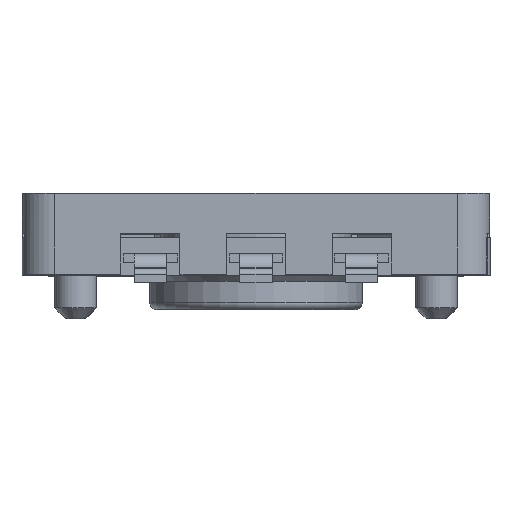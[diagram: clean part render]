
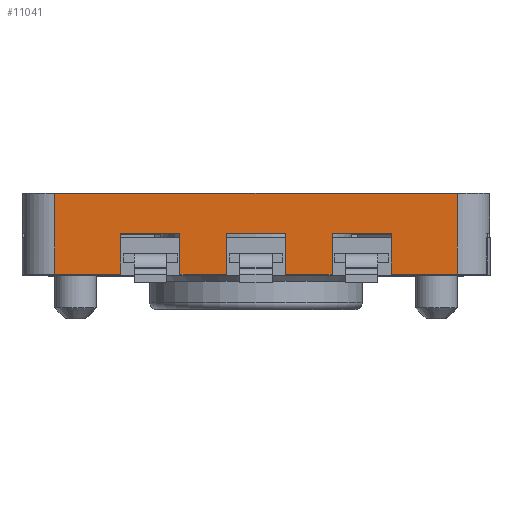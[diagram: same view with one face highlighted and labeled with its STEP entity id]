
A CAD part, top view. The second image highlights one B-rep face of the part: STEP entity #11041.
In plain terms, the highlighted planar face has unit normal (0, 0, 1).
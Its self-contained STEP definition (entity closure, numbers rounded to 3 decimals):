
#1009=DIRECTION('',(1.,0.,0.));
#1010=VECTOR('',#1009,9.474);
#1011=CARTESIAN_POINT('',(-4.737,1.93,5.867));
#1012=LINE('',#1011,#1010);
#2972=DIRECTION('',(1.,0.,0.));
#2973=VECTOR('',#2972,1.549);
#2974=CARTESIAN_POINT('',(-4.737,0.025,5.867));
#2975=LINE('',#2974,#2973);
#2984=DIRECTION('',(1.,0.,0.));
#2985=VECTOR('',#2984,1.092);
#2986=CARTESIAN_POINT('',(-1.791,0.025,5.867));
#2987=LINE('',#2986,#2985);
#2996=DIRECTION('',(1.,0.,0.));
#2997=VECTOR('',#2996,1.092);
#2998=CARTESIAN_POINT('',(0.699,0.025,5.867));
#2999=LINE('',#2998,#2997);
#3008=DIRECTION('',(1.,0.,0.));
#3009=VECTOR('',#3008,1.549);
#3010=CARTESIAN_POINT('',(3.188,0.025,5.867));
#3011=LINE('',#3010,#3009);
#3472=DIRECTION('',(1.,0.,0.));
#3473=VECTOR('',#3472,1.397);
#3474=CARTESIAN_POINT('',(-3.188,0.991,5.867));
#3475=LINE('',#3474,#3473);
#3476=DIRECTION('',(0.,-1.,0.));
#3477=VECTOR('',#3476,0.965);
#3478=CARTESIAN_POINT('',(-3.188,0.991,5.867));
#3479=LINE('',#3478,#3477);
#3480=DIRECTION('',(0.,1.,0.));
#3481=VECTOR('',#3480,1.905);
#3482=CARTESIAN_POINT('',(-4.737,0.025,5.867));
#3483=LINE('',#3482,#3481);
#3484=DIRECTION('',(0.,-1.,0.));
#3485=VECTOR('',#3484,0.965);
#3486=CARTESIAN_POINT('',(3.188,0.991,5.867));
#3487=LINE('',#3486,#3485);
#3488=DIRECTION('',(1.,0.,0.));
#3489=VECTOR('',#3488,1.397);
#3490=CARTESIAN_POINT('',(1.791,0.991,5.867));
#3491=LINE('',#3490,#3489);
#3492=DIRECTION('',(0.,-1.,0.));
#3493=VECTOR('',#3492,0.965);
#3494=CARTESIAN_POINT('',(1.791,0.991,5.867));
#3495=LINE('',#3494,#3493);
#3496=DIRECTION('',(0.,-1.,0.));
#3497=VECTOR('',#3496,0.965);
#3498=CARTESIAN_POINT('',(0.699,0.991,5.867));
#3499=LINE('',#3498,#3497);
#3500=DIRECTION('',(1.,0.,0.));
#3501=VECTOR('',#3500,1.397);
#3502=CARTESIAN_POINT('',(-0.699,0.991,5.867));
#3503=LINE('',#3502,#3501);
#3504=DIRECTION('',(0.,-1.,0.));
#3505=VECTOR('',#3504,0.965);
#3506=CARTESIAN_POINT('',(-0.699,0.991,5.867));
#3507=LINE('',#3506,#3505);
#3508=DIRECTION('',(0.,-1.,0.));
#3509=VECTOR('',#3508,0.965);
#3510=CARTESIAN_POINT('',(-1.791,0.991,5.867));
#3511=LINE('',#3510,#3509);
#3512=DIRECTION('',(0.,1.,0.));
#3513=VECTOR('',#3512,1.905);
#3514=CARTESIAN_POINT('',(4.737,0.025,5.867));
#3515=LINE('',#3514,#3513);
#5488=CARTESIAN_POINT('',(-4.737,1.93,5.867));
#5489=CARTESIAN_POINT('',(4.737,1.93,5.867));
#5490=VERTEX_POINT('',#5488);
#5491=VERTEX_POINT('',#5489);
#5500=CARTESIAN_POINT('',(-4.737,0.025,5.867));
#5501=VERTEX_POINT('',#5500);
#5502=CARTESIAN_POINT('',(4.737,0.025,5.867));
#5503=VERTEX_POINT('',#5502);
#5512=CARTESIAN_POINT('',(-3.188,0.991,5.867));
#5513=CARTESIAN_POINT('',(-1.791,0.991,5.867));
#5514=VERTEX_POINT('',#5512);
#5515=VERTEX_POINT('',#5513);
#5516=CARTESIAN_POINT('',(-0.699,0.991,5.867));
#5517=CARTESIAN_POINT('',(0.699,0.991,5.867));
#5518=VERTEX_POINT('',#5516);
#5519=VERTEX_POINT('',#5517);
#5520=CARTESIAN_POINT('',(1.791,0.991,5.867));
#5521=CARTESIAN_POINT('',(3.188,0.991,5.867));
#5522=VERTEX_POINT('',#5520);
#5523=VERTEX_POINT('',#5521);
#5524=CARTESIAN_POINT('',(-3.188,0.025,5.867));
#5525=VERTEX_POINT('',#5524);
#5526=CARTESIAN_POINT('',(3.188,0.025,5.867));
#5527=VERTEX_POINT('',#5526);
#5528=CARTESIAN_POINT('',(0.699,0.025,5.867));
#5529=VERTEX_POINT('',#5528);
#5530=CARTESIAN_POINT('',(1.791,0.025,5.867));
#5531=VERTEX_POINT('',#5530);
#5532=CARTESIAN_POINT('',(-1.791,0.025,5.867));
#5533=VERTEX_POINT('',#5532);
#5534=CARTESIAN_POINT('',(-0.699,0.025,5.867));
#5535=VERTEX_POINT('',#5534);
#11012=CARTESIAN_POINT('',(-4.737,0.025,5.867));
#11013=DIRECTION('',(0.,0.,1.));
#11014=DIRECTION('',(1.,0.,0.));
#11015=AXIS2_PLACEMENT_3D('',#11012,#11013,#11014);
#11016=PLANE('',#11015);
#11017=ORIENTED_EDGE('',*,*,#10048,.F.);
#11018=ORIENTED_EDGE('',*,*,#6765,.T.);
#11019=ORIENTED_EDGE('',*,*,#10264,.F.);
#11020=ORIENTED_EDGE('',*,*,#11005,.T.);
#11021=ORIENTED_EDGE('',*,*,#7493,.T.);
#11023=ORIENTED_EDGE('',*,*,#11022,.F.);
#11024=ORIENTED_EDGE('',*,*,#10308,.F.);
#11026=ORIENTED_EDGE('',*,*,#11025,.F.);
#11027=ORIENTED_EDGE('',*,*,#10064,.F.);
#11029=ORIENTED_EDGE('',*,*,#11028,.T.);
#11030=ORIENTED_EDGE('',*,*,#10293,.F.);
#11032=ORIENTED_EDGE('',*,*,#11031,.F.);
#11033=ORIENTED_EDGE('',*,*,#10056,.F.);
#11035=ORIENTED_EDGE('',*,*,#11034,.T.);
#11036=ORIENTED_EDGE('',*,*,#10278,.F.);
#11038=ORIENTED_EDGE('',*,*,#11037,.F.);
#11039=EDGE_LOOP('',(#11017,#11018,#11019,#11020,#11021,#11023,#11024,#11026,
#11027,#11029,#11030,#11032,#11033,#11035,#11036,#11038));
#11040=FACE_OUTER_BOUND('',#11039,.F.);
#11041=ADVANCED_FACE('',(#11040),#11016,.T.);
#6765=EDGE_CURVE('',#5514,#5525,#3479,.T.);
#7493=EDGE_CURVE('',#5490,#5491,#1012,.T.);
#10048=EDGE_CURVE('',#5514,#5515,#3475,.T.);
#10056=EDGE_CURVE('',#5518,#5519,#3503,.T.);
#10064=EDGE_CURVE('',#5522,#5523,#3491,.T.);
#10264=EDGE_CURVE('',#5501,#5525,#2975,.T.);
#10278=EDGE_CURVE('',#5533,#5535,#2987,.T.);
#10293=EDGE_CURVE('',#5529,#5531,#2999,.T.);
#10308=EDGE_CURVE('',#5527,#5503,#3011,.T.);
#11005=EDGE_CURVE('',#5501,#5490,#3483,.T.);
#11022=EDGE_CURVE('',#5503,#5491,#3515,.T.);
#11025=EDGE_CURVE('',#5523,#5527,#3487,.T.);
#11028=EDGE_CURVE('',#5522,#5531,#3495,.T.);
#11031=EDGE_CURVE('',#5519,#5529,#3499,.T.);
#11034=EDGE_CURVE('',#5518,#5535,#3507,.T.);
#11037=EDGE_CURVE('',#5515,#5533,#3511,.T.);
